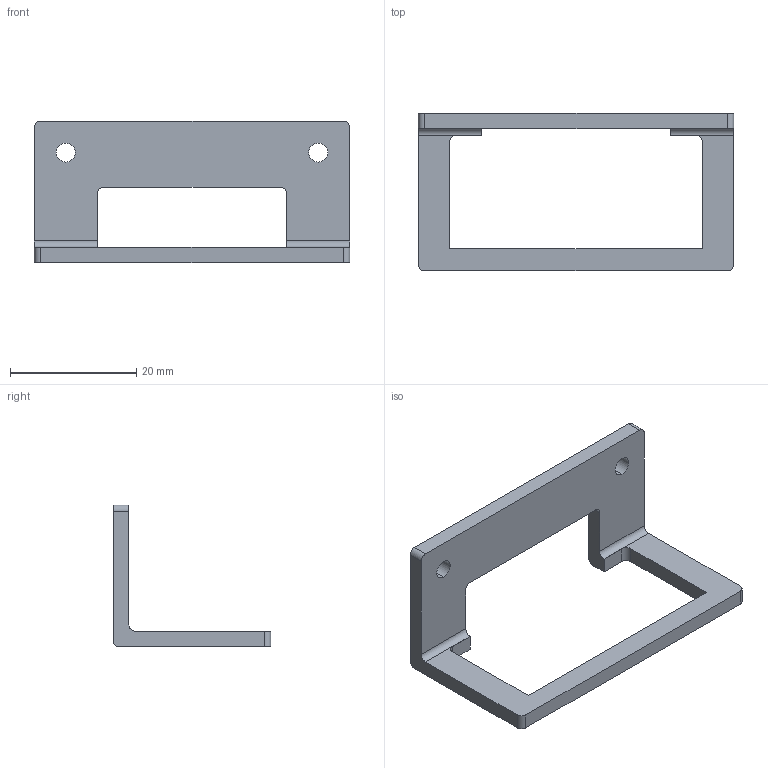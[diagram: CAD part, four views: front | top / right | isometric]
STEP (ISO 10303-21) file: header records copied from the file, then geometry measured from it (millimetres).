
FILE_DESCRIPTION (( 'STEP AP203' ), '1' );
FILE_NAME ('staterUntra_inAs.STEP', '2024-05-20T16:38:29', ( '' ), ( '' ), 'SwSTEP 2.0', 'SolidWorks 2020', '' );
FILE_SCHEMA (( 'CONFIG_CONTROL_DESIGN' ));
Length unit declared in the file: millimetre
Products named in the file (1): staterUntra_inAs
Bounding box: 50 x 25 x 22.5 mm (x, y, z)
Volume: 2814.7 mm3; surface area: 3103.4 mm2
Topology: 1 solids, 1 shells, 32 faces, 96 edges, 64 vertices
Faces by surface type: cylinder 16, plane 16
Entity records: 1181 total; most frequent: DIRECTION 194, CARTESIAN_POINT 193, ORIENTED_EDGE 192, EDGE_CURVE 96, AXIS2_PLACEMENT_3D 65, VERTEX_POINT 64, VECTOR 64, LINE 64
